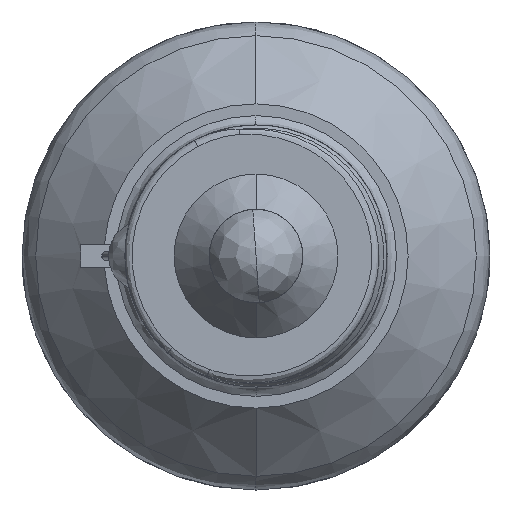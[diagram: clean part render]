
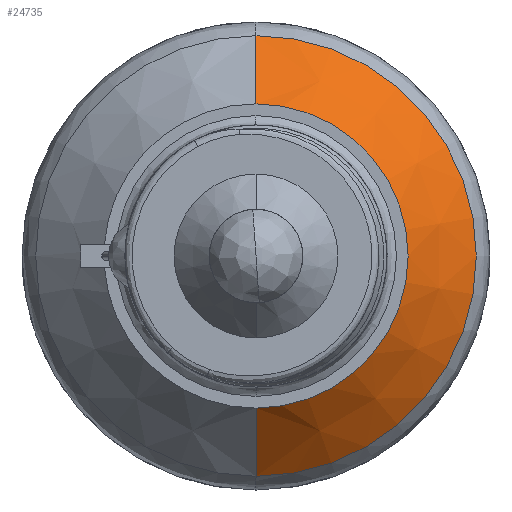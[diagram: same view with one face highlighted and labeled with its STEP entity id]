
A CAD part, front view. The second image highlights one B-rep face of the part: STEP entity #24735.
In plain terms, the highlighted conical face has half-angle 45 degrees and reference radius 9.414 mm.
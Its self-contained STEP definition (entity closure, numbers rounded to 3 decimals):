
#288 = CARTESIAN_POINT ( 'NONE',  ( 0., -9.586, 9.414 ) ) ;
#1956 = CARTESIAN_POINT ( 'NONE',  ( 0., -12.5, -6.5 ) ) ;
#4693 = DIRECTION ( 'NONE',  ( 0., 0.707, 0.707 ) ) ;
#4831 = DIRECTION ( 'NONE',  ( 0., 1., 0. ) ) ;
#4931 = AXIS2_PLACEMENT_3D ( 'NONE', #12663, #4831, #14480 ) ;
#5311 = EDGE_CURVE ( 'NONE', #21222, #28594, #26677, .T. ) ;
#6304 = EDGE_CURVE ( 'NONE', #21222, #31262, #9261, .T. ) ;
#7408 = EDGE_CURVE ( 'NONE', #28594, #8260, #22434, .T. ) ;
#8260 = VERTEX_POINT ( 'NONE', #29642 ) ;
#9205 = DIRECTION ( 'NONE',  ( 0., 1., 0. ) ) ;
#9261 = LINE ( 'NONE', #28618, #14651 ) ;
#9525 = FACE_OUTER_BOUND ( 'NONE', #28683, .T. ) ;
#10434 = CARTESIAN_POINT ( 'NONE',  ( 0., -9.586, -9.414 ) ) ;
#10834 = ORIENTED_EDGE ( 'NONE', *, *, #6304, .F. ) ;
#10933 = ORIENTED_EDGE ( 'NONE', *, *, #7408, .T. ) ;
#11923 = CARTESIAN_POINT ( 'NONE',  ( 0., -12.5, 6.5 ) ) ;
#12663 = CARTESIAN_POINT ( 'NONE',  ( 0., -9.586, 0. ) ) ;
#14480 = DIRECTION ( 'NONE',  ( 0., 0., 1. ) ) ;
#14651 = VECTOR ( 'NONE', #4693, 1000. ) ;
#15744 = ORIENTED_EDGE ( 'NONE', *, *, #5311, .T. ) ;
#18386 = CARTESIAN_POINT ( 'NONE',  ( 0., -12.5, 0. ) ) ;
#19009 = DIRECTION ( 'NONE',  ( 0., 1., 0. ) ) ;
#19071 = AXIS2_PLACEMENT_3D ( 'NONE', #18386, #9205, #27927 ) ;
#21185 = EDGE_CURVE ( 'NONE', #31262, #8260, #31252, .T. ) ;
#21210 = CONICAL_SURFACE ( 'NONE', #31356, 9.414, 0.785 ) ;
#21222 = VERTEX_POINT ( 'NONE', #11923 ) ;
#21254 = CARTESIAN_POINT ( 'NONE',  ( 0., -9.586, 0. ) ) ;
#22434 = LINE ( 'NONE', #10434, #29825 ) ;
#24735 = ADVANCED_FACE ( 'NONE', ( #9525 ), #21210, .T. ) ;
#26677 = CIRCLE ( 'NONE', #19071, 6.5 ) ;
#27554 = DIRECTION ( 'NONE',  ( 0., 0.707, -0.707 ) ) ;
#27927 = DIRECTION ( 'NONE',  ( 0., 0., 1. ) ) ;
#28594 = VERTEX_POINT ( 'NONE', #1956 ) ;
#28618 = CARTESIAN_POINT ( 'NONE',  ( 0., -9.586, 9.414 ) ) ;
#28683 = EDGE_LOOP ( 'NONE', ( #15744, #10933, #29793, #10834 ) ) ;
#28709 = DIRECTION ( 'NONE',  ( 0., 0., 1. ) ) ;
#29642 = CARTESIAN_POINT ( 'NONE',  ( 0., -9.586, -9.414 ) ) ;
#29793 = ORIENTED_EDGE ( 'NONE', *, *, #21185, .F. ) ;
#29825 = VECTOR ( 'NONE', #27554, 1000. ) ;
#31252 = CIRCLE ( 'NONE', #4931, 9.414 ) ;
#31262 = VERTEX_POINT ( 'NONE', #288 ) ;
#31356 = AXIS2_PLACEMENT_3D ( 'NONE', #21254, #19009, #28709 ) ;
